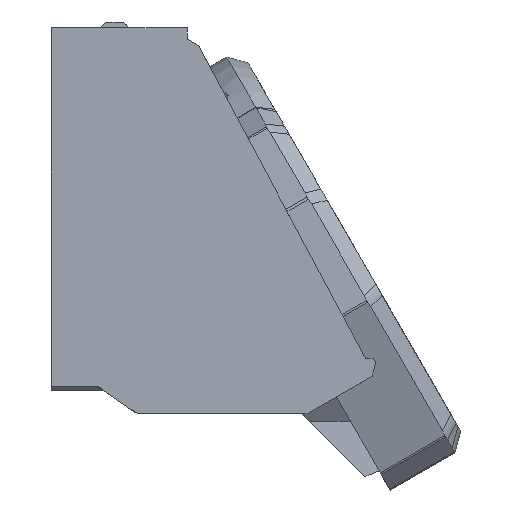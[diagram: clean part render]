
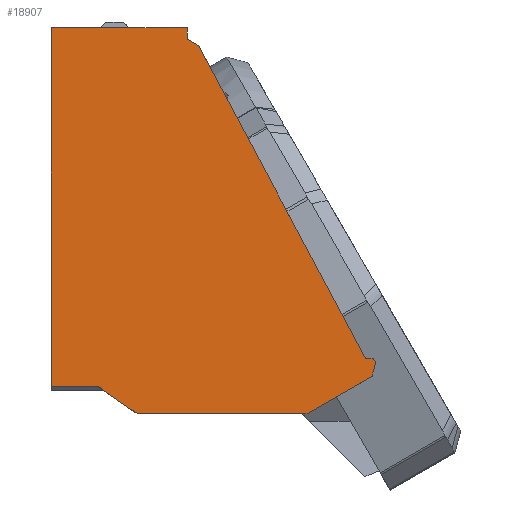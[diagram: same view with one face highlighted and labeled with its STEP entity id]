
A CAD part, left-side view. The second image highlights one B-rep face of the part: STEP entity #18907.
In plain terms, the highlighted planar face has unit normal (-1, 0, 0).
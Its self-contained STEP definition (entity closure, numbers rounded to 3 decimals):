
#17369=CARTESIAN_POINT('',(-42.813,-101.118,49.2));
#17370=VERTEX_POINT('',#17369);
#17377=CARTESIAN_POINT('',(-42.813,-115.1,49.2));
#17378=VERTEX_POINT('',#17377);
#17379=CARTESIAN_POINT('',(-42.813,-115.1,49.2));
#17380=DIRECTION('',(-0.,1.,-0.));
#17381=VECTOR('',#17380,13.982);
#17382=LINE('',#17379,#17381);
#17383=EDGE_CURVE('',#17378,#17370,#17382,.T.);
#18052=CARTESIAN_POINT('',(-42.813,-134.208,15.22));
#18053=VERTEX_POINT('',#18052);
#18092=CARTESIAN_POINT('',(-42.813,-133.429,15.22));
#18093=VERTEX_POINT('',#18092);
#18100=CARTESIAN_POINT('',(-42.813,-134.208,15.22));
#18101=DIRECTION('',(-0.,1.,-0.));
#18102=VECTOR('',#18101,0.779);
#18103=LINE('',#18100,#18102);
#18104=EDGE_CURVE('',#18053,#18093,#18103,.T.);
#18341=CARTESIAN_POINT('',(-42.813,-127.408,9.528));
#18342=VERTEX_POINT('',#18341);
#18349=CARTESIAN_POINT('',(-42.813,-109.931,9.528));
#18350=VERTEX_POINT('',#18349);
#18351=CARTESIAN_POINT('',(-42.813,-127.408,9.528));
#18352=DIRECTION('',(0.,1.,0.));
#18353=VECTOR('',#18352,17.477);
#18354=LINE('',#18351,#18353);
#18355=EDGE_CURVE('',#18342,#18350,#18354,.T.);
#18466=CARTESIAN_POINT('',(-42.813,-134.473,14.761));
#18467=VERTEX_POINT('',#18466);
#18468=CARTESIAN_POINT('',(-42.813,-134.208,15.22));
#18469=DIRECTION('',(-0.,-0.5,-0.866));
#18470=VECTOR('',#18469,0.529);
#18471=LINE('',#18468,#18470);
#18472=EDGE_CURVE('',#18053,#18467,#18471,.T.);
#18772=CARTESIAN_POINT('',(-42.813,-115.1,48.031));
#18773=VERTEX_POINT('',#18772);
#18774=CARTESIAN_POINT('',(-42.813,-115.1,49.2));
#18775=DIRECTION('',(-0.,-0.,-1.));
#18776=VECTOR('',#18775,1.169);
#18777=LINE('',#18774,#18776);
#18778=EDGE_CURVE('',#17378,#18773,#18777,.T.);
#18845=CARTESIAN_POINT('',(-42.813,-108.054,15.126));
#18846=DIRECTION('',(1.,0.,0.));
#18847=DIRECTION('',(0.,0.,1.));
#18848=AXIS2_PLACEMENT_3D('',#18845,#18846,#18847);
#18849=PLANE('',#18848);
#18850=CARTESIAN_POINT('',(-42.813,-134.107,13.395));
#18851=VERTEX_POINT('',#18850);
#18852=CARTESIAN_POINT('',(-42.813,-127.408,9.528));
#18853=DIRECTION('',(0.,-0.866,0.5));
#18854=VECTOR('',#18853,7.735);
#18855=LINE('',#18852,#18854);
#18856=EDGE_CURVE('',#18342,#18851,#18855,.T.);
#18857=ORIENTED_EDGE('',*,*,#18856,.T.);
#18858=CARTESIAN_POINT('',(-42.813,-134.107,13.395));
#18859=DIRECTION('',(0.,-0.259,0.966));
#18860=VECTOR('',#18859,1.414);
#18861=LINE('',#18858,#18860);
#18862=EDGE_CURVE('',#18851,#18467,#18861,.T.);
#18863=ORIENTED_EDGE('',*,*,#18862,.T.);
#18864=ORIENTED_EDGE('',*,*,#18472,.F.);
#18865=ORIENTED_EDGE('',*,*,#18104,.T.);
#18866=CARTESIAN_POINT('',(-42.813,-116.249,47.361));
#18867=VERTEX_POINT('',#18866);
#18868=CARTESIAN_POINT('',(-42.813,-133.429,15.22));
#18869=DIRECTION('',(0.,0.471,0.882));
#18870=VECTOR('',#18869,36.445);
#18871=LINE('',#18868,#18870);
#18872=EDGE_CURVE('',#18093,#18867,#18871,.T.);
#18873=ORIENTED_EDGE('',*,*,#18872,.T.);
#18874=CARTESIAN_POINT('',(-42.813,-115.1,48.031));
#18875=DIRECTION('',(-0.,-0.864,-0.503));
#18876=VECTOR('',#18875,1.33);
#18877=LINE('',#18874,#18876);
#18878=EDGE_CURVE('',#18773,#18867,#18877,.T.);
#18879=ORIENTED_EDGE('',*,*,#18878,.F.);
#18880=ORIENTED_EDGE('',*,*,#18778,.F.);
#18881=ORIENTED_EDGE('',*,*,#17383,.T.);
#18882=CARTESIAN_POINT('',(-42.813,-101.118,12.348));
#18883=VERTEX_POINT('',#18882);
#18884=CARTESIAN_POINT('',(-42.813,-101.118,49.2));
#18885=DIRECTION('',(-0.,-0.,-1.));
#18886=VECTOR('',#18885,36.852);
#18887=LINE('',#18884,#18886);
#18888=EDGE_CURVE('',#17370,#18883,#18887,.T.);
#18889=ORIENTED_EDGE('',*,*,#18888,.T.);
#18890=CARTESIAN_POINT('',(-42.813,-105.904,12.348));
#18891=VERTEX_POINT('',#18890);
#18892=CARTESIAN_POINT('',(-42.813,-105.904,12.348));
#18893=DIRECTION('',(-0.,1.,-0.));
#18894=VECTOR('',#18893,4.785);
#18895=LINE('',#18892,#18894);
#18896=EDGE_CURVE('',#18891,#18883,#18895,.T.);
#18897=ORIENTED_EDGE('',*,*,#18896,.F.);
#18898=CARTESIAN_POINT('',(-42.813,-105.904,12.348));
#18899=DIRECTION('',(0.,-0.819,-0.574));
#18900=VECTOR('',#18899,4.916);
#18901=LINE('',#18898,#18900);
#18902=EDGE_CURVE('',#18891,#18350,#18901,.T.);
#18903=ORIENTED_EDGE('',*,*,#18902,.T.);
#18904=ORIENTED_EDGE('',*,*,#18355,.F.);
#18905=EDGE_LOOP('',(#18857,#18863,#18864,#18865,#18873,#18879,#18880,#18881,#18889,#18897,#18903,#18904));
#18906=FACE_BOUND('',#18905,.T.);
#18907=ADVANCED_FACE('',(#18906),#18849,.F.);
